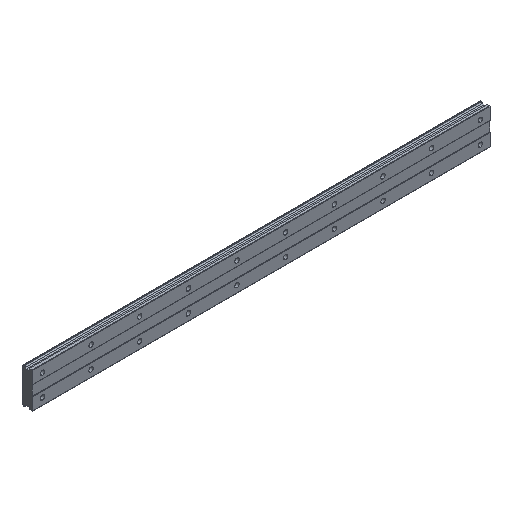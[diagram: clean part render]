
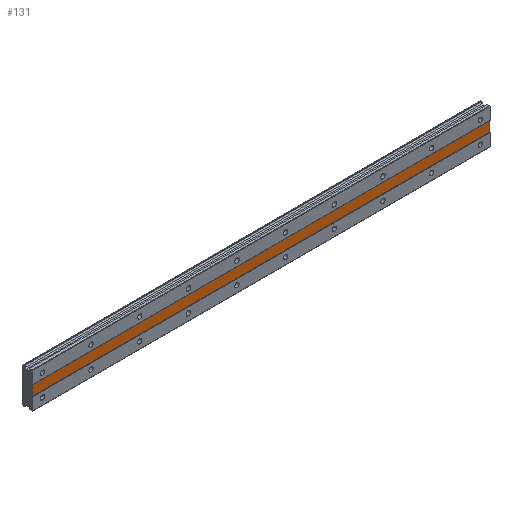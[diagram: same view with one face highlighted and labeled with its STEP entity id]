
A CAD part, isometric view. The second image highlights one B-rep face of the part: STEP entity #131.
In plain terms, the highlighted planar face has unit normal (0, -1, 0).
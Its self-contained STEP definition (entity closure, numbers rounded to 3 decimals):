
#131 = ADVANCED_FACE ( 'NONE', ( #253 ), #2911, .F. ) ;
#133 = LINE ( 'NONE', #813, #3802 ) ;
#253 = FACE_OUTER_BOUND ( 'NONE', #4175, .T. ) ;
#347 = VECTOR ( 'NONE', #2799, 1000. ) ;
#387 = EDGE_CURVE ( 'NONE', #3232, #715, #3572, .T. ) ;
#476 = AXIS2_PLACEMENT_3D ( 'NONE', #579, #3165, #2887 ) ;
#487 = LINE ( 'NONE', #1434, #347 ) ;
#579 = CARTESIAN_POINT ( 'NONE',  ( 460., 0.5, 5. ) ) ;
#619 = CARTESIAN_POINT ( 'NONE',  ( 460., 0.5, 5. ) ) ;
#715 = VERTEX_POINT ( 'NONE', #3245 ) ;
#790 = DIRECTION ( 'NONE',  ( 0., 0., -1. ) ) ;
#813 = CARTESIAN_POINT ( 'NONE',  ( -10., 0.5, 18.34 ) ) ;
#836 = DIRECTION ( 'NONE',  ( 0., 0., -1. ) ) ;
#838 = VECTOR ( 'NONE', #3259, 1000. ) ;
#950 = ORIENTED_EDGE ( 'NONE', *, *, #387, .F. ) ;
#1245 = EDGE_CURVE ( 'NONE', #715, #2069, #1472, .T. ) ;
#1340 = ORIENTED_EDGE ( 'NONE', *, *, #3288, .T. ) ;
#1423 = ORIENTED_EDGE ( 'NONE', *, *, #1245, .F. ) ;
#1434 = CARTESIAN_POINT ( 'NONE',  ( 460., 0.5, -5. ) ) ;
#1449 = CARTESIAN_POINT ( 'NONE',  ( -10., 0.5, 5. ) ) ;
#1472 = LINE ( 'NONE', #3800, #2955 ) ;
#1493 = VERTEX_POINT ( 'NONE', #3925 ) ;
#2069 = VERTEX_POINT ( 'NONE', #2436 ) ;
#2436 = CARTESIAN_POINT ( 'NONE',  ( 460., 0.5, -5. ) ) ;
#2799 = DIRECTION ( 'NONE',  ( 1., 0., 0. ) ) ;
#2887 = DIRECTION ( 'NONE',  ( 0., 0., 1. ) ) ;
#2907 = EDGE_CURVE ( 'NONE', #1493, #2069, #487, .T. ) ;
#2911 = PLANE ( 'NONE',  #476 ) ;
#2955 = VECTOR ( 'NONE', #836, 1000. ) ;
#3165 = DIRECTION ( 'NONE',  ( 0., 1., 0. ) ) ;
#3232 = VERTEX_POINT ( 'NONE', #1449 ) ;
#3245 = CARTESIAN_POINT ( 'NONE',  ( 460., 0.5, 5. ) ) ;
#3259 = DIRECTION ( 'NONE',  ( 1., 0., 0. ) ) ;
#3288 = EDGE_CURVE ( 'NONE', #3232, #1493, #133, .T. ) ;
#3572 = LINE ( 'NONE', #619, #838 ) ;
#3584 = ORIENTED_EDGE ( 'NONE', *, *, #2907, .T. ) ;
#3800 = CARTESIAN_POINT ( 'NONE',  ( 460., 0.5, 18.34 ) ) ;
#3802 = VECTOR ( 'NONE', #790, 1000. ) ;
#3925 = CARTESIAN_POINT ( 'NONE',  ( -10., 0.5, -5. ) ) ;
#4175 = EDGE_LOOP ( 'NONE', ( #3584, #1423, #950, #1340 ) ) ;
